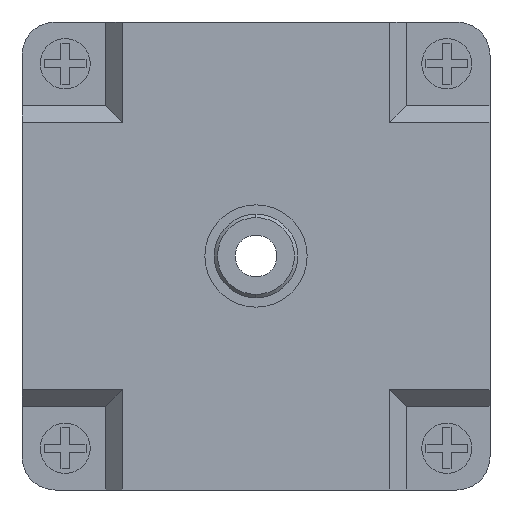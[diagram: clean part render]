
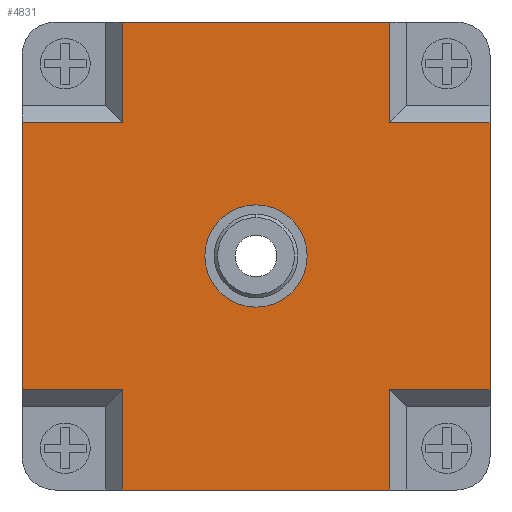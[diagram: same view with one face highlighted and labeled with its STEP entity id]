
A CAD part, left-side view. The second image highlights one B-rep face of the part: STEP entity #4831.
In plain terms, the highlighted planar face has unit normal (-1, 0, 0).
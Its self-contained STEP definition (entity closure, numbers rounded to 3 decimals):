
#29 = EDGE_CURVE ( 'NONE', #4176, #3953, #4072, .T. ) ;
#73 = LINE ( 'NONE', #1683, #3819 ) ;
#101 = VECTOR ( 'NONE', #5067, 1000. ) ;
#127 = LINE ( 'NONE', #3599, #2591 ) ;
#152 = EDGE_CURVE ( 'NONE', #3276, #5109, #2739, .T. ) ;
#186 = VERTEX_POINT ( 'NONE', #4830 ) ;
#330 = VERTEX_POINT ( 'NONE', #1111 ) ;
#392 = EDGE_CURVE ( 'NONE', #3664, #4162, #5521, .T. ) ;
#505 = ORIENTED_EDGE ( 'NONE', *, *, #29, .F. ) ;
#527 = CARTESIAN_POINT ( 'NONE',  ( -33., 0., 0. ) ) ;
#549 = DIRECTION ( 'NONE',  ( 0., 0., -1. ) ) ;
#598 = CARTESIAN_POINT ( 'NONE',  ( -33., 0., 0. ) ) ;
#712 = EDGE_LOOP ( 'NONE', ( #3811, #2446, #1450, #3187, #3581, #3619, #505, #1207, #4749, #1682, #1772, #3541 ) ) ;
#713 = AXIS2_PLACEMENT_3D ( 'NONE', #598, #4879, #4452 ) ;
#738 = EDGE_CURVE ( 'NONE', #4953, #3902, #3562, .T. ) ;
#994 = VECTOR ( 'NONE', #3822, 1000. ) ;
#1108 = CIRCLE ( 'NONE', #3557, 3.06 ) ;
#1111 = CARTESIAN_POINT ( 'NONE',  ( -33., -8., -14. ) ) ;
#1117 = LINE ( 'NONE', #4967, #3001 ) ;
#1169 = DIRECTION ( 'NONE',  ( 0., 1., 0. ) ) ;
#1207 = ORIENTED_EDGE ( 'NONE', *, *, #4768, .T. ) ;
#1303 = CARTESIAN_POINT ( 'NONE',  ( -33., -8., 14. ) ) ;
#1305 = CARTESIAN_POINT ( 'NONE',  ( -33., -8., 14. ) ) ;
#1367 = LINE ( 'NONE', #2684, #2875 ) ;
#1450 = ORIENTED_EDGE ( 'NONE', *, *, #738, .T. ) ;
#1470 = VECTOR ( 'NONE', #4400, 1000. ) ;
#1588 = CARTESIAN_POINT ( 'NONE',  ( -33., 0., -8. ) ) ;
#1682 = ORIENTED_EDGE ( 'NONE', *, *, #5569, .F. ) ;
#1683 = CARTESIAN_POINT ( 'NONE',  ( -33., -8., 0. ) ) ;
#1727 = CARTESIAN_POINT ( 'NONE',  ( -33., 8., 8. ) ) ;
#1731 = DIRECTION ( 'NONE',  ( 0., 0., -1. ) ) ;
#1772 = ORIENTED_EDGE ( 'NONE', *, *, #4948, .T. ) ;
#1790 = EDGE_CURVE ( 'NONE', #3664, #3902, #127, .T. ) ;
#1890 = CARTESIAN_POINT ( 'NONE',  ( -33., -14., -14. ) ) ;
#1923 = CARTESIAN_POINT ( 'NONE',  ( -33., -14., 14. ) ) ;
#1954 = EDGE_CURVE ( 'NONE', #330, #2167, #4037, .T. ) ;
#1977 = VECTOR ( 'NONE', #2347, 1000. ) ;
#1979 = CARTESIAN_POINT ( 'NONE',  ( -33., 8., 14. ) ) ;
#2123 = ORIENTED_EDGE ( 'NONE', *, *, #4379, .T. ) ;
#2129 = DIRECTION ( 'NONE',  ( 1., 0., 0. ) ) ;
#2167 = VERTEX_POINT ( 'NONE', #3864 ) ;
#2175 = CIRCLE ( 'NONE', #4511, 3.06 ) ;
#2194 = DIRECTION ( 'NONE',  ( 0., 0., 1. ) ) ;
#2206 = CARTESIAN_POINT ( 'NONE',  ( -33., 14., 8. ) ) ;
#2263 = EDGE_CURVE ( 'NONE', #4584, #2167, #3976, .T. ) ;
#2340 = VECTOR ( 'NONE', #3136, 1000. ) ;
#2347 = DIRECTION ( 'NONE',  ( 0., -1., 0. ) ) ;
#2366 = FACE_BOUND ( 'NONE', #2760, .T. ) ;
#2446 = ORIENTED_EDGE ( 'NONE', *, *, #2557, .T. ) ;
#2557 = EDGE_CURVE ( 'NONE', #330, #4953, #73, .T. ) ;
#2571 = CARTESIAN_POINT ( 'NONE',  ( -33., 0., 8. ) ) ;
#2591 = VECTOR ( 'NONE', #2857, 1000. ) ;
#2684 = CARTESIAN_POINT ( 'NONE',  ( -33., 8., 0. ) ) ;
#2690 = ORIENTED_EDGE ( 'NONE', *, *, #3000, .T. ) ;
#2739 = LINE ( 'NONE', #2206, #1470 ) ;
#2760 = EDGE_LOOP ( 'NONE', ( #2123, #2690 ) ) ;
#2761 = PLANE ( 'NONE',  #713 ) ;
#2791 = CARTESIAN_POINT ( 'NONE',  ( -33., 8., -8. ) ) ;
#2838 = CARTESIAN_POINT ( 'NONE',  ( -33., -8., -8. ) ) ;
#2857 = DIRECTION ( 'NONE',  ( 0., 0., -1. ) ) ;
#2875 = VECTOR ( 'NONE', #3099, 1000. ) ;
#2921 = VECTOR ( 'NONE', #549, 1000. ) ;
#2968 = VERTEX_POINT ( 'NONE', #5115 ) ;
#3000 = EDGE_CURVE ( 'NONE', #2968, #186, #1108, .T. ) ;
#3001 = VECTOR ( 'NONE', #3689, 1000. ) ;
#3055 = CARTESIAN_POINT ( 'NONE',  ( -33., 0., 0. ) ) ;
#3099 = DIRECTION ( 'NONE',  ( 0., 0., -1. ) ) ;
#3136 = DIRECTION ( 'NONE',  ( 0., -1., 0. ) ) ;
#3187 = ORIENTED_EDGE ( 'NONE', *, *, #1790, .F. ) ;
#3202 = CARTESIAN_POINT ( 'NONE',  ( -33., -14., 8. ) ) ;
#3250 = CARTESIAN_POINT ( 'NONE',  ( -33., -8., 8. ) ) ;
#3276 = VERTEX_POINT ( 'NONE', #1727 ) ;
#3541 = ORIENTED_EDGE ( 'NONE', *, *, #2263, .T. ) ;
#3557 = AXIS2_PLACEMENT_3D ( 'NONE', #3055, #2129, #1731 ) ;
#3560 = DIRECTION ( 'NONE',  ( 1., 0., 0. ) ) ;
#3562 = LINE ( 'NONE', #5248, #2340 ) ;
#3581 = ORIENTED_EDGE ( 'NONE', *, *, #392, .T. ) ;
#3586 = DIRECTION ( 'NONE',  ( 0., 1., 0. ) ) ;
#3599 = CARTESIAN_POINT ( 'NONE',  ( -33., -14., 14. ) ) ;
#3619 = ORIENTED_EDGE ( 'NONE', *, *, #5443, .T. ) ;
#3664 = VERTEX_POINT ( 'NONE', #3202 ) ;
#3689 = DIRECTION ( 'NONE',  ( 0., 0., 1. ) ) ;
#3811 = ORIENTED_EDGE ( 'NONE', *, *, #1954, .F. ) ;
#3819 = VECTOR ( 'NONE', #2194, 1000. ) ;
#3822 = DIRECTION ( 'NONE',  ( 0., 0., 1. ) ) ;
#3864 = CARTESIAN_POINT ( 'NONE',  ( -33., 8., -14. ) ) ;
#3902 = VERTEX_POINT ( 'NONE', #5116 ) ;
#3953 = VERTEX_POINT ( 'NONE', #1305 ) ;
#3961 = CARTESIAN_POINT ( 'NONE',  ( -33., 14., -8. ) ) ;
#3976 = LINE ( 'NONE', #5266, #2921 ) ;
#4037 = LINE ( 'NONE', #1890, #5158 ) ;
#4072 = LINE ( 'NONE', #1923, #1977 ) ;
#4162 = VERTEX_POINT ( 'NONE', #3250 ) ;
#4176 = VERTEX_POINT ( 'NONE', #1979 ) ;
#4379 = EDGE_CURVE ( 'NONE', #186, #2968, #2175, .T. ) ;
#4400 = DIRECTION ( 'NONE',  ( 0., 1., 0. ) ) ;
#4404 = DIRECTION ( 'NONE',  ( 0., 0., -1. ) ) ;
#4452 = DIRECTION ( 'NONE',  ( 0., 0., 1. ) ) ;
#4511 = AXIS2_PLACEMENT_3D ( 'NONE', #527, #3560, #4404 ) ;
#4584 = VERTEX_POINT ( 'NONE', #2791 ) ;
#4749 = ORIENTED_EDGE ( 'NONE', *, *, #152, .T. ) ;
#4752 = LINE ( 'NONE', #1303, #994 ) ;
#4768 = EDGE_CURVE ( 'NONE', #4176, #3276, #1367, .T. ) ;
#4830 = CARTESIAN_POINT ( 'NONE',  ( -33., 0., -3.06 ) ) ;
#4831 = ADVANCED_FACE ( 'NONE', ( #2366, #5319 ), #2761, .T. ) ;
#4879 = DIRECTION ( 'NONE',  ( -1., 0., 0. ) ) ;
#4948 = EDGE_CURVE ( 'NONE', #5540, #4584, #5450, .T. ) ;
#4953 = VERTEX_POINT ( 'NONE', #2838 ) ;
#4967 = CARTESIAN_POINT ( 'NONE',  ( -33., 14., 14. ) ) ;
#5067 = DIRECTION ( 'NONE',  ( 0., -1., 0. ) ) ;
#5109 = VERTEX_POINT ( 'NONE', #5171 ) ;
#5115 = CARTESIAN_POINT ( 'NONE',  ( -33., 0., 3.06 ) ) ;
#5116 = CARTESIAN_POINT ( 'NONE',  ( -33., -14., -8. ) ) ;
#5158 = VECTOR ( 'NONE', #3586, 1000. ) ;
#5171 = CARTESIAN_POINT ( 'NONE',  ( -33., 14., 8. ) ) ;
#5248 = CARTESIAN_POINT ( 'NONE',  ( -33., -14., -8. ) ) ;
#5266 = CARTESIAN_POINT ( 'NONE',  ( -33., 8., -14. ) ) ;
#5319 = FACE_OUTER_BOUND ( 'NONE', #712, .T. ) ;
#5428 = VECTOR ( 'NONE', #1169, 1000. ) ;
#5443 = EDGE_CURVE ( 'NONE', #4162, #3953, #4752, .T. ) ;
#5450 = LINE ( 'NONE', #1588, #101 ) ;
#5521 = LINE ( 'NONE', #2571, #5428 ) ;
#5540 = VERTEX_POINT ( 'NONE', #3961 ) ;
#5569 = EDGE_CURVE ( 'NONE', #5540, #5109, #1117, .T. ) ;
